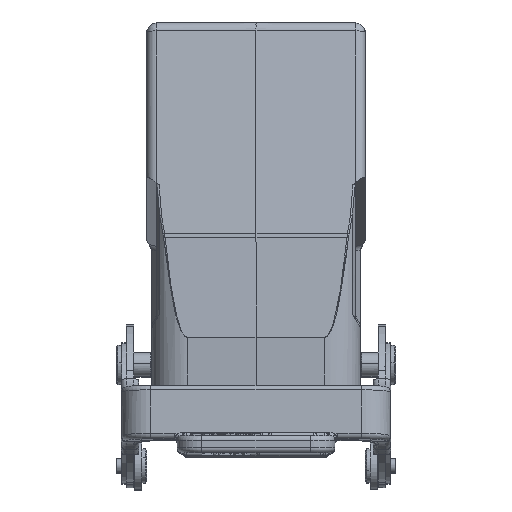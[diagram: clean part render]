
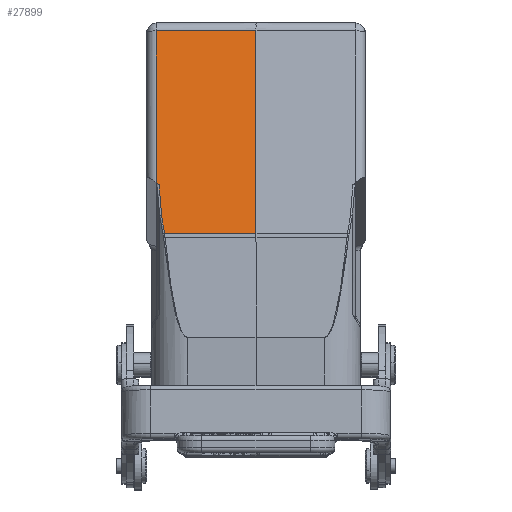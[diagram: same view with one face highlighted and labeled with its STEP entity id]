
A CAD part, top view. The second image highlights one B-rep face of the part: STEP entity #27899.
In plain terms, the highlighted planar face has unit normal (-0.009, 0.174, 0.985).
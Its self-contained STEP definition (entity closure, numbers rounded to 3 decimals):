
#67=CARTESIAN_POINT('',(-20.517,-11.704,56.062));
#75=DIRECTION('',(0.,-0.985,0.174));
#76=VECTOR('',#75,31.771);
#77=CARTESIAN_POINT('',(-20.517,19.584,50.546));
#78=LINE('',#77,#76);
#79=DIRECTION('',(0.762,-0.637,0.119));
#80=VECTOR('',#79,0.727);
#81=CARTESIAN_POINT('',(-20.517,-11.704,56.062));
#82=LINE('',#81,#80);
#91=CARTESIAN_POINT('',(-19.449,-18.497,57.27));
#92=CARTESIAN_POINT('',(-19.749,-16.402,56.898));
#93=CARTESIAN_POINT('',(-19.895,-14.285,56.523));
#94=CARTESIAN_POINT('',(-19.963,-12.168,56.149));
#96=DIRECTION('',(1.,0.009,0.007));
#97=VECTOR('',#96,20.519);
#98=CARTESIAN_POINT('',(-20.517,19.584,50.546));
#99=LINE('',#98,#97);
#100=DIRECTION('',(0.,-0.985,0.174));
#101=VECTOR('',#100,42.562);
#102=CARTESIAN_POINT('',(0.,19.763,50.696));
#103=LINE('',#102,#101);
#104=CARTESIAN_POINT('',(-18.848,-22.177,57.924));
#105=CARTESIAN_POINT('',(-19.075,-20.955,57.706));
#106=CARTESIAN_POINT('',(-19.272,-19.728,57.488));
#107=CARTESIAN_POINT('',(-19.449,-18.497,57.27));
#144=DIRECTION('',(1.,0.001,0.009));
#145=VECTOR('',#144,18.848);
#146=CARTESIAN_POINT('',(-18.848,-22.177,57.924));
#147=LINE('',#146,#145);
#22439=VERTEX_POINT('',#67);
#22440=CARTESIAN_POINT('',(-20.517,19.584,
50.546));
#22441=VERTEX_POINT('',#22440);
#22442=CARTESIAN_POINT('',(-19.963,-12.168,
56.149));
#22443=VERTEX_POINT('',#22442);
#22450=VERTEX_POINT('',#91);
#22451=CARTESIAN_POINT('',(0.,19.763,
50.696));
#22452=VERTEX_POINT('',#22451);
#22453=CARTESIAN_POINT('',(0.,-22.152,
58.087));
#22454=VERTEX_POINT('',#22453);
#22455=CARTESIAN_POINT('',(-18.848,-22.177,
57.924));
#22456=VERTEX_POINT('',#22455);
#27880=CARTESIAN_POINT('',(0.,21.415,50.404));
#27881=DIRECTION('',(-0.009,0.174,0.985));
#27882=DIRECTION('',(0.,-0.985,0.174));
#27883=AXIS2_PLACEMENT_3D('',#27880,#27881,#27882);
#27884=PLANE('',#27883);
#27886=ORIENTED_EDGE('',*,*,#27885,.T.);
#27887=ORIENTED_EDGE('',*,*,#27863,.F.);
#27888=ORIENTED_EDGE('',*,*,#27853,.F.);
#27890=ORIENTED_EDGE('',*,*,#27889,.T.);
#27892=ORIENTED_EDGE('',*,*,#27891,.T.);
#27894=ORIENTED_EDGE('',*,*,#27893,.F.);
#27896=ORIENTED_EDGE('',*,*,#27895,.T.);
#27897=EDGE_LOOP('',(#27886,#27887,#27888,#27890,#27892,#27894,#27896));
#27898=FACE_OUTER_BOUND('',#27897,.F.);
#27899=ADVANCED_FACE('',(#27898),#27884,.T.);
#95=B_SPLINE_CURVE_WITH_KNOTS('',3,(#91,#92,#93,#94),.UNSPECIFIED.,.F.,.F.,(4,
4),(0.,1.),.UNSPECIFIED.);
#108=B_SPLINE_CURVE_WITH_KNOTS('',3,(#104,#105,#106,#107),.UNSPECIFIED.,.F.,.F.,
(4,4),(0.,1.),.UNSPECIFIED.);
#27853=EDGE_CURVE('',#22441,#22439,#78,.T.);
#27863=EDGE_CURVE('',#22439,#22443,#82,.T.);
#27885=EDGE_CURVE('',#22450,#22443,#95,.T.);
#27889=EDGE_CURVE('',#22441,#22452,#99,.T.);
#27891=EDGE_CURVE('',#22452,#22454,#103,.T.);
#27893=EDGE_CURVE('',#22456,#22454,#147,.T.);
#27895=EDGE_CURVE('',#22456,#22450,#108,.T.);
